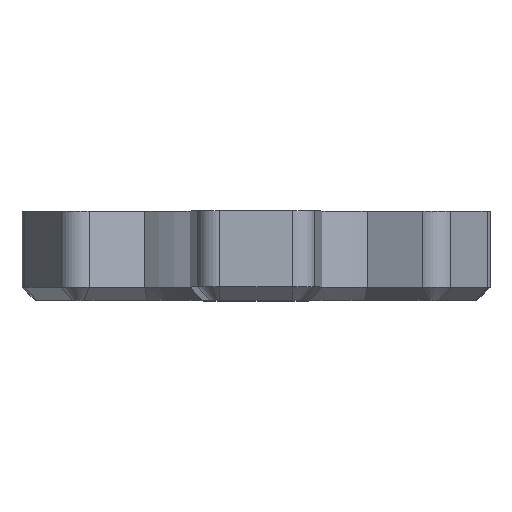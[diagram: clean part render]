
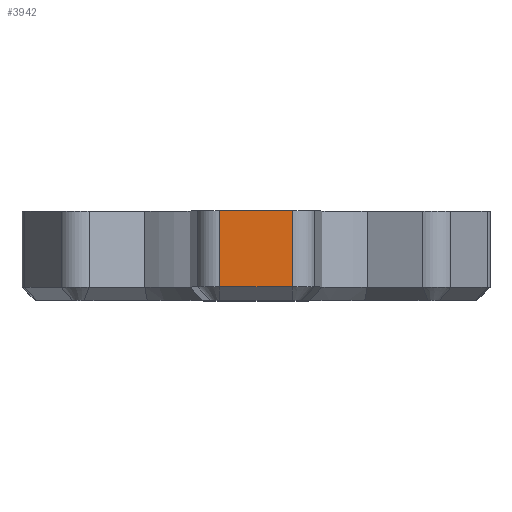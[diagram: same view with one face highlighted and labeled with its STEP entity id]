
A CAD part, top view. The second image highlights one B-rep face of the part: STEP entity #3942.
In plain terms, the highlighted planar face has unit normal (0, 0, 1).
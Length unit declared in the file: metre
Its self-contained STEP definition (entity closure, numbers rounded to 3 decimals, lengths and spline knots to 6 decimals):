
#219=PLANE('',#4315);
#663=VERTEX_POINT('',#6107);
#664=VERTEX_POINT('',#6109);
#731=VERTEX_POINT('',#6305);
#733=VERTEX_POINT('',#6311);
#998=VECTOR('',#5000,1.);
#1045=VECTOR('',#5138,1.);
#1097=VECTOR('',#5275,1.);
#1099=VECTOR('',#5278,1.);
#1346=LINE('',#6108,#998);
#1393=LINE('',#6312,#1045);
#1445=LINE('',#6453,#1097);
#1447=LINE('',#6456,#1099);
#1877=EDGE_CURVE('',#664,#663,#1346,.T.);
#1966=EDGE_CURVE('',#733,#731,#1393,.T.);
#2035=EDGE_CURVE('',#731,#663,#1445,.T.);
#2037=EDGE_CURVE('',#664,#733,#1447,.T.);
#3184=ORIENTED_EDGE('',*,*,#1966,.F.);
#3185=ORIENTED_EDGE('',*,*,#2037,.F.);
#3186=ORIENTED_EDGE('',*,*,#1877,.T.);
#3187=ORIENTED_EDGE('',*,*,#2035,.F.);
#3462=EDGE_LOOP('',(#3184,#3185,#3186,#3187));
#3710=FACE_BOUND('',#3462,.T.);
#3942=ADVANCED_FACE('',(#3710),#219,.T.);
#4315=AXIS2_PLACEMENT_3D('',#6455,#5277,$);
#5000=DIRECTION('',(-1.,0.,0.));
#5138=DIRECTION('',(-1.,0.,0.));
#5275=DIRECTION('',(0.,1.,0.));
#5277=DIRECTION('',(0.,0.,1.));
#5278=DIRECTION('',(0.,-1.,0.));
#6107=CARTESIAN_POINT('',(-0.008086,0.02,0.055));
#6108=CARTESIAN_POINT('',(0.,0.02,0.055));
#6109=CARTESIAN_POINT('',(0.008086,0.02,0.055));
#6305=CARTESIAN_POINT('',(-0.008086,0.003,0.055));
#6311=CARTESIAN_POINT('',(0.008086,0.003,0.055));
#6312=CARTESIAN_POINT('',(0.,0.003,0.055));
#6453=CARTESIAN_POINT('',(-0.008086,0.,0.055));
#6455=CARTESIAN_POINT('',(0.,0.,0.055));
#6456=CARTESIAN_POINT('',(0.008086,0.,0.055));
